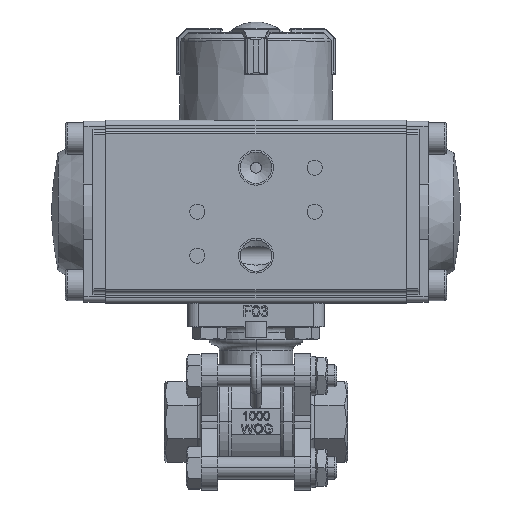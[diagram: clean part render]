
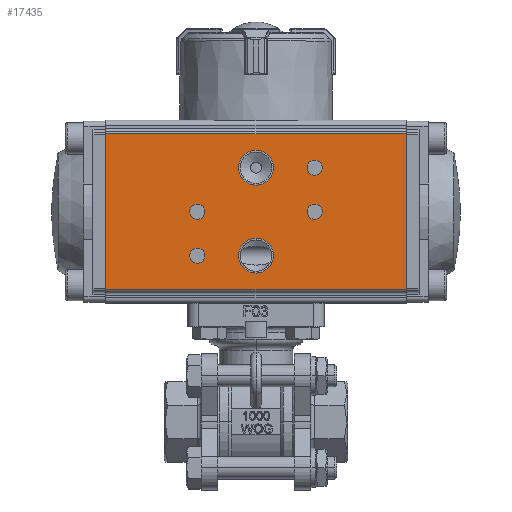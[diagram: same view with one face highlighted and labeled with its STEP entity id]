
A CAD part, top view. The second image highlights one B-rep face of the part: STEP entity #17435.
In plain terms, the highlighted face is planar.
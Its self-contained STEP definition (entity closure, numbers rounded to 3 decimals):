
#2119=LINE('',#33150,#3191);
#2123=LINE('',#33160,#3195);
#2124=LINE('',#33162,#3196);
#2125=LINE('',#33164,#3197);
#3191=VECTOR('',#22950,1000.);
#3195=VECTOR('',#22960,1000.);
#3196=VECTOR('',#22961,1000.);
#3197=VECTOR('',#22962,1000.);
#6592=ORIENTED_EDGE('',*,*,#10043,.F.);
#6593=ORIENTED_EDGE('',*,*,#10044,.F.);
#6594=ORIENTED_EDGE('',*,*,#10045,.T.);
#6595=ORIENTED_EDGE('',*,*,#10038,.T.);
#6596=ORIENTED_EDGE('',*,*,#9930,.T.);
#6597=ORIENTED_EDGE('',*,*,#9932,.T.);
#6598=ORIENTED_EDGE('',*,*,#9995,.T.);
#6599=ORIENTED_EDGE('',*,*,#9993,.T.);
#6600=ORIENTED_EDGE('',*,*,#9991,.T.);
#6601=ORIENTED_EDGE('',*,*,#9989,.T.);
#9930=EDGE_CURVE('',#11891,#11891,#12971,.T.);
#9932=EDGE_CURVE('',#11893,#11893,#12973,.T.);
#9989=EDGE_CURVE('',#11948,#11948,#13022,.T.);
#9991=EDGE_CURVE('',#11950,#11950,#13024,.T.);
#9993=EDGE_CURVE('',#11952,#11952,#13026,.T.);
#9995=EDGE_CURVE('',#11954,#11954,#13028,.T.);
#10038=EDGE_CURVE('',#11986,#11985,#2119,.T.);
#10043=EDGE_CURVE('',#11989,#11985,#2123,.T.);
#10044=EDGE_CURVE('',#11990,#11989,#2124,.T.);
#10045=EDGE_CURVE('',#11990,#11986,#2125,.T.);
#11891=VERTEX_POINT('',#32808);
#11893=VERTEX_POINT('',#32813);
#11948=VERTEX_POINT('',#33017);
#11950=VERTEX_POINT('',#33022);
#11952=VERTEX_POINT('',#33027);
#11954=VERTEX_POINT('',#33032);
#11985=VERTEX_POINT('',#33149);
#11986=VERTEX_POINT('',#33151);
#11989=VERTEX_POINT('',#33161);
#11990=VERTEX_POINT('',#33163);
#12971=CIRCLE('',#19186,2.067);
#12973=CIRCLE('',#19189,2.067);
#13022=CIRCLE('',#19265,4.765);
#13024=CIRCLE('',#19268,4.765);
#13026=CIRCLE('',#19271,2.067);
#13028=CIRCLE('',#19274,2.067);
#14234=EDGE_LOOP('',(#6592,#6593,#6594,#6595));
#14235=EDGE_LOOP('',(#6596));
#14236=EDGE_LOOP('',(#6597));
#14237=EDGE_LOOP('',(#6598));
#14238=EDGE_LOOP('',(#6599));
#14239=EDGE_LOOP('',(#6600));
#14240=EDGE_LOOP('',(#6601));
#15657=FACE_BOUND('',#14234,.T.);
#15658=FACE_BOUND('',#14235,.T.);
#15659=FACE_BOUND('',#14236,.T.);
#15660=FACE_BOUND('',#14237,.T.);
#15661=FACE_BOUND('',#14238,.T.);
#15662=FACE_BOUND('',#14239,.T.);
#15663=FACE_BOUND('',#14240,.T.);
#16587=PLANE('',#19336);
#17435=ADVANCED_FACE('',(#15657,#15658,#15659,#15660,#15661,#15662,#15663),
#16587,.F.);
#19186=AXIS2_PLACEMENT_3D('',#32807,#22627,#22628);
#19189=AXIS2_PLACEMENT_3D('',#32812,#22633,#22634);
#19265=AXIS2_PLACEMENT_3D('',#33016,#22785,#22786);
#19268=AXIS2_PLACEMENT_3D('',#33021,#22791,#22792);
#19271=AXIS2_PLACEMENT_3D('',#33026,#22797,#22798);
#19274=AXIS2_PLACEMENT_3D('',#33031,#22803,#22804);
#19336=AXIS2_PLACEMENT_3D('',#33159,#22958,#22959);
#22627=DIRECTION('',(-1.,0.,0.));
#22628=DIRECTION('',(0.,0.,1.));
#22633=DIRECTION('',(-1.,0.,0.));
#22634=DIRECTION('',(0.,0.,1.));
#22785=DIRECTION('',(-1.,0.,0.));
#22786=DIRECTION('',(0.,0.,1.));
#22791=DIRECTION('',(-1.,0.,0.));
#22792=DIRECTION('',(0.,0.,1.));
#22797=DIRECTION('',(-1.,0.,0.));
#22798=DIRECTION('',(0.,0.,1.));
#22803=DIRECTION('',(-1.,0.,0.));
#22804=DIRECTION('',(0.,0.,1.));
#22950=DIRECTION('',(0.,0.,1.));
#22958=DIRECTION('',(-1.,0.,0.));
#22959=DIRECTION('',(0.,0.,1.));
#22960=DIRECTION('',(0.,1.,0.));
#22961=DIRECTION('',(0.,0.,1.));
#22962=DIRECTION('',(0.,1.,0.));
#32807=CARTESIAN_POINT('',(27.,-12.,16.));
#32808=CARTESIAN_POINT('',(27.,-12.,18.067));
#32812=CARTESIAN_POINT('',(27.,0.,16.));
#32813=CARTESIAN_POINT('',(27.,0.,18.067));
#33016=CARTESIAN_POINT('',(27.,12.,0.));
#33017=CARTESIAN_POINT('',(27.,12.,4.765));
#33021=CARTESIAN_POINT('',(27.,-12.,0.));
#33022=CARTESIAN_POINT('',(27.,-12.,4.765));
#33026=CARTESIAN_POINT('',(27.,0.,-16.));
#33027=CARTESIAN_POINT('',(27.,0.,-13.933));
#33031=CARTESIAN_POINT('',(27.,12.,-16.));
#33032=CARTESIAN_POINT('',(27.,12.,-13.933));
#33149=CARTESIAN_POINT('',(27.,21.25,41.));
#33150=CARTESIAN_POINT('',(27.,21.25,0.));
#33151=CARTESIAN_POINT('',(27.,21.25,-41.));
#33159=CARTESIAN_POINT('',(27.,21.75,0.));
#33160=CARTESIAN_POINT('',(27.,0.,41.));
#33161=CARTESIAN_POINT('',(27.,-21.25,41.));
#33162=CARTESIAN_POINT('',(27.,-21.25,0.));
#33163=CARTESIAN_POINT('',(27.,-21.25,-41.));
#33164=CARTESIAN_POINT('',(27.,0.,-41.));
